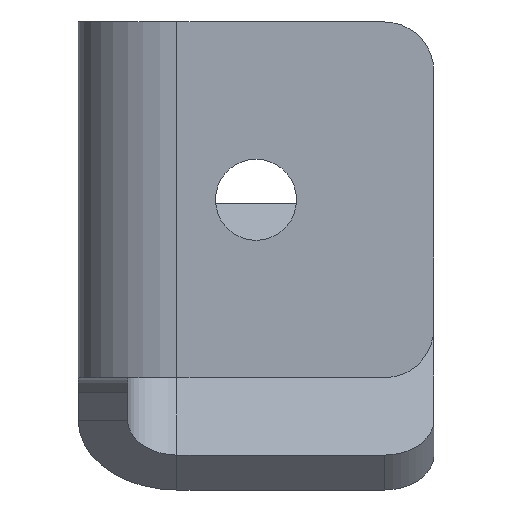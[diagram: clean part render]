
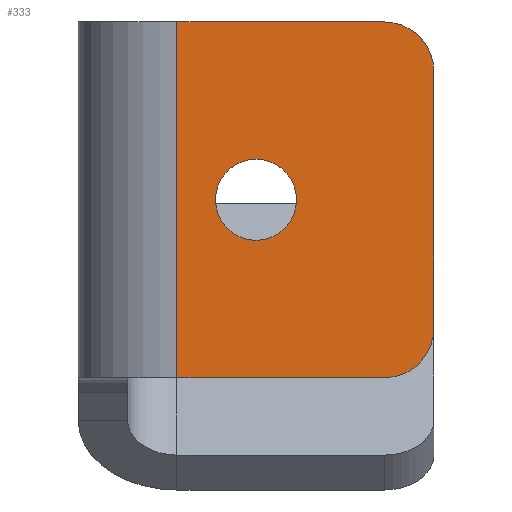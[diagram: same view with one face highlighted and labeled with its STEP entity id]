
A CAD part, front view. The second image highlights one B-rep face of the part: STEP entity #333.
In plain terms, the highlighted planar face has unit normal (0, -1, 0).
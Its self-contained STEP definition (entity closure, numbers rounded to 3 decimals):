
#14 = EDGE_CURVE ( 'NONE', #612, #391, #315, .T. ) ;
#19 = VERTEX_POINT ( 'NONE', #223 ) ;
#20 = PLANE ( 'NONE',  #668 ) ;
#42 = LINE ( 'NONE', #339, #120 ) ;
#67 = LINE ( 'NONE', #461, #252 ) ;
#74 = DIRECTION ( 'NONE',  ( 0., 0., 1. ) ) ;
#81 = DIRECTION ( 'NONE',  ( 0., -1., 0. ) ) ;
#89 = DIRECTION ( 'NONE',  ( 0., 1., 0. ) ) ;
#94 = EDGE_CURVE ( 'NONE', #956, #612, #477, .T. ) ;
#114 = DIRECTION ( 'NONE',  ( 0., 0., 1. ) ) ;
#120 = VECTOR ( 'NONE', #659, 1000. ) ;
#138 = AXIS2_PLACEMENT_3D ( 'NONE', #786, #244, #718 ) ;
#151 = CARTESIAN_POINT ( 'NONE',  ( 36., 0., 36. ) ) ;
#173 = CARTESIAN_POINT ( 'NONE',  ( 18., 0., 22.1 ) ) ;
#223 = CARTESIAN_POINT ( 'NONE',  ( 10., 0., 36. ) ) ;
#226 = DIRECTION ( 'NONE',  ( 0., 0., -1. ) ) ;
#244 = DIRECTION ( 'NONE',  ( 0., 1., 0. ) ) ;
#248 = CARTESIAN_POINT ( 'NONE',  ( 18., 0., 13.9 ) ) ;
#252 = VECTOR ( 'NONE', #783, 1000. ) ;
#271 = ORIENTED_EDGE ( 'NONE', *, *, #94, .F. ) ;
#284 = ORIENTED_EDGE ( 'NONE', *, *, #557, .F. ) ;
#289 = VERTEX_POINT ( 'NONE', #728 ) ;
#296 = AXIS2_PLACEMENT_3D ( 'NONE', #539, #81, #74 ) ;
#315 = CIRCLE ( 'NONE', #138, 5. ) ;
#318 = DIRECTION ( 'NONE',  ( 0., 0., 1. ) ) ;
#323 = FACE_BOUND ( 'NONE', #1011, .T. ) ;
#333 = ADVANCED_FACE ( 'NONE', ( #323, #337 ), #20, .F. ) ;
#337 = FACE_OUTER_BOUND ( 'NONE', #991, .T. ) ;
#339 = CARTESIAN_POINT ( 'NONE',  ( 0., 0., 0. ) ) ;
#345 = ORIENTED_EDGE ( 'NONE', *, *, #743, .F. ) ;
#350 = VERTEX_POINT ( 'NONE', #248 ) ;
#387 = LINE ( 'NONE', #780, #819 ) ;
#391 = VERTEX_POINT ( 'NONE', #769 ) ;
#400 = DIRECTION ( 'NONE',  ( 0., 0., 1. ) ) ;
#414 = CARTESIAN_POINT ( 'NONE',  ( 18., 0., 18. ) ) ;
#458 = CARTESIAN_POINT ( 'NONE',  ( 36., 0., 5. ) ) ;
#460 = EDGE_CURVE ( 'NONE', #1009, #956, #969, .T. ) ;
#461 = CARTESIAN_POINT ( 'NONE',  ( 0., 0., 36. ) ) ;
#477 = LINE ( 'NONE', #151, #629 ) ;
#485 = ORIENTED_EDGE ( 'NONE', *, *, #535, .F. ) ;
#504 = EDGE_CURVE ( 'NONE', #289, #391, #42, .T. ) ;
#535 = EDGE_CURVE ( 'NONE', #944, #350, #558, .T. ) ;
#539 = CARTESIAN_POINT ( 'NONE',  ( 18., 0., 18. ) ) ;
#557 = EDGE_CURVE ( 'NONE', #19, #1009, #67, .T. ) ;
#558 = CIRCLE ( 'NONE', #296, 4.1 ) ;
#563 = CARTESIAN_POINT ( 'NONE',  ( 31., 0., 31. ) ) ;
#594 = CIRCLE ( 'NONE', #778, 4.1 ) ;
#612 = VERTEX_POINT ( 'NONE', #458 ) ;
#629 = VECTOR ( 'NONE', #226, 1000. ) ;
#643 = DIRECTION ( 'NONE',  ( 0., -1., 0. ) ) ;
#655 = EDGE_CURVE ( 'NONE', #350, #944, #594, .T. ) ;
#659 = DIRECTION ( 'NONE',  ( 1., 0., 0. ) ) ;
#668 = AXIS2_PLACEMENT_3D ( 'NONE', #965, #89, #318 ) ;
#707 = ORIENTED_EDGE ( 'NONE', *, *, #504, .T. ) ;
#718 = DIRECTION ( 'NONE',  ( 0., 0., 1. ) ) ;
#728 = CARTESIAN_POINT ( 'NONE',  ( 10., 0., 0. ) ) ;
#742 = AXIS2_PLACEMENT_3D ( 'NONE', #563, #807, #400 ) ;
#743 = EDGE_CURVE ( 'NONE', #289, #19, #387, .T. ) ;
#769 = CARTESIAN_POINT ( 'NONE',  ( 31., 0., 0. ) ) ;
#778 = AXIS2_PLACEMENT_3D ( 'NONE', #414, #643, #114 ) ;
#780 = CARTESIAN_POINT ( 'NONE',  ( 10., 0., 36. ) ) ;
#783 = DIRECTION ( 'NONE',  ( 1., 0., 0. ) ) ;
#786 = CARTESIAN_POINT ( 'NONE',  ( 31., 0., 5. ) ) ;
#807 = DIRECTION ( 'NONE',  ( 0., 1., 0. ) ) ;
#819 = VECTOR ( 'NONE', #856, 1000. ) ;
#839 = ORIENTED_EDGE ( 'NONE', *, *, #460, .F. ) ;
#853 = ORIENTED_EDGE ( 'NONE', *, *, #655, .F. ) ;
#856 = DIRECTION ( 'NONE',  ( 0., 0., 1. ) ) ;
#878 = ORIENTED_EDGE ( 'NONE', *, *, #14, .F. ) ;
#944 = VERTEX_POINT ( 'NONE', #173 ) ;
#956 = VERTEX_POINT ( 'NONE', #972 ) ;
#965 = CARTESIAN_POINT ( 'NONE',  ( 0., 0., 36. ) ) ;
#969 = CIRCLE ( 'NONE', #742, 5. ) ;
#972 = CARTESIAN_POINT ( 'NONE',  ( 36., 0., 31. ) ) ;
#991 = EDGE_LOOP ( 'NONE', ( #271, #839, #284, #345, #707, #878 ) ) ;
#1007 = CARTESIAN_POINT ( 'NONE',  ( 31., 0., 36. ) ) ;
#1009 = VERTEX_POINT ( 'NONE', #1007 ) ;
#1011 = EDGE_LOOP ( 'NONE', ( #485, #853 ) ) ;
